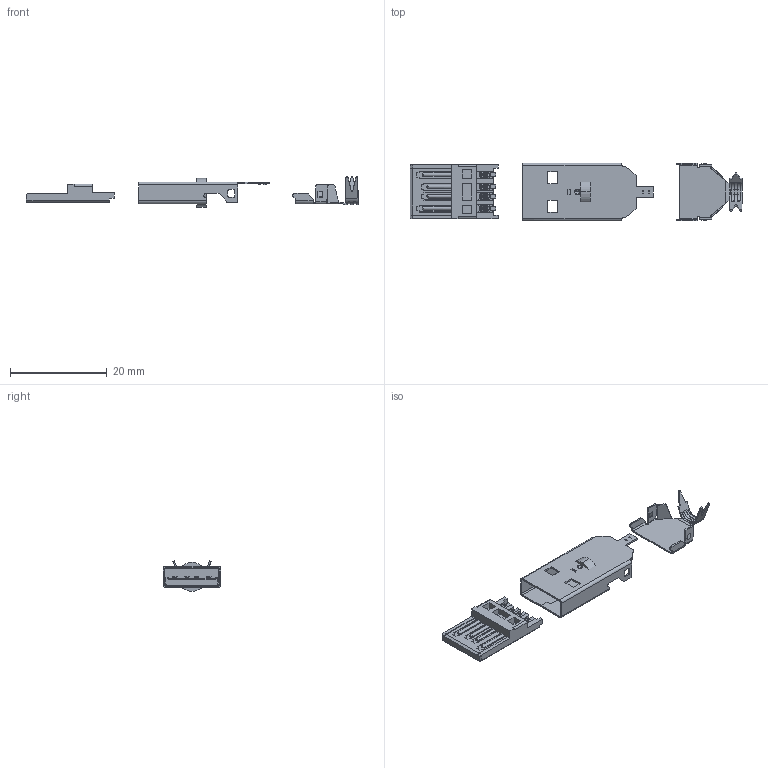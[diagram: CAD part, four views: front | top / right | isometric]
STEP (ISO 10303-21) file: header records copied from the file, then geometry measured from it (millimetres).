
FILE_DESCRIPTION (( 'STEP AP203' ), '1' );
FILE_NAME ('50-00466_revA.STEP', '2016-06-17T23:40:16', ( 'Tensility' ), ( '' ), 'SwSTEP 2.0', 'SolidWorks 2015', '' );
FILE_SCHEMA (( 'CONFIG_CONTROL_DESIGN' ));
Length unit declared in the file: millimetre
Products named in the file (9): 50-00466_pin2; 50-00466_pin1; 50-00466_crimp; 50-00466_shell1; 50-00466_shell2; 50-00466_revA; 50-00466_insulator_model; 50-00466_pin4; 50-00466_pin3
Assembly tree (8 placements, depth 2):
  50-00466_revA
    50-00466_insulator_model
    50-00466_pin4
    50-00466_pin3
    50-00466_pin2
    50-00466_pin1
    50-00466_crimp
    50-00466_shell1
    50-00466_shell2
Bounding box: 68.81 x 12 x 6.36 mm (x, y, z)
Volume: 644.2 mm3; surface area: 2660.8 mm2
Topology: 12 solids, 13 shells, 846 faces, 2339 edges, 1532 vertices
Faces by surface type: plane 546, cylinder 212, sphere 44, cone 40, torus 4
Entity records: 28966 total; most frequent: CARTESIAN_POINT 7161, ORIENTED_EDGE 4666, DIRECTION 3879, EDGE_CURVE 2339, VERTEX_POINT 1532, VECTOR 1383, LINE 1383, AXIS2_PLACEMENT_3D 1248
